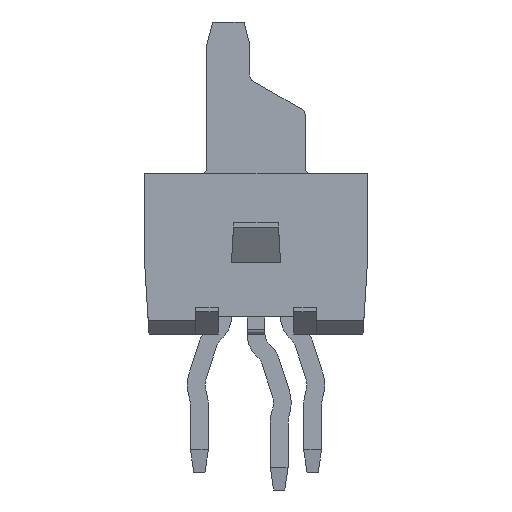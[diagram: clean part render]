
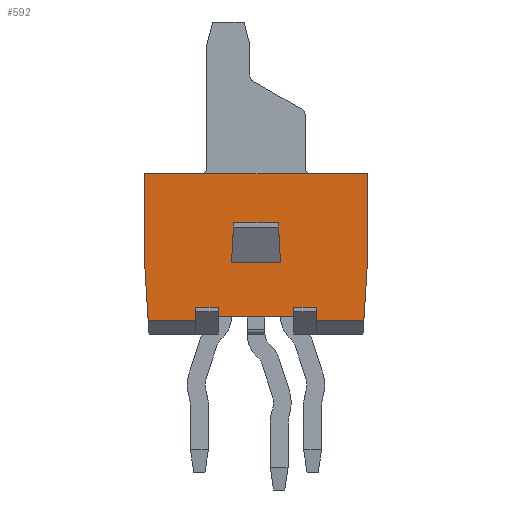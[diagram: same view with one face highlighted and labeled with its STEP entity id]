
A CAD part, left-side view. The second image highlights one B-rep face of the part: STEP entity #592.
In plain terms, the highlighted planar face has unit normal (-1, 0, 0).
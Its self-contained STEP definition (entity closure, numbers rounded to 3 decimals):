
#592 = ADVANCED_FACE( '', ( #1281, #1282 ), #1283, .F. );
#1281 = FACE_BOUND( '', #2093, .T. );
#1282 = FACE_OUTER_BOUND( '', #2094, .T. );
#1283 = PLANE( '', #2095 );
#2093 = EDGE_LOOP( '', ( #3055, #3056, #3057, #3058 ) );
#2094 = EDGE_LOOP( '', ( #3059, #3060, #3061, #3062, #3063, #3064, #3065, #3066, #3067, #3068, #3069, #3070, #3071, #3072 ) );
#2095 = AXIS2_PLACEMENT_3D( '', #3073, #3074, #3075 );
#3055 = ORIENTED_EDGE( '', *, *, #6060, .T. );
#3056 = ORIENTED_EDGE( '', *, *, #6061, .T. );
#3057 = ORIENTED_EDGE( '', *, *, #6062, .F. );
#3058 = ORIENTED_EDGE( '', *, *, #6063, .F. );
#3059 = ORIENTED_EDGE( '', *, *, #6064, .T. );
#3060 = ORIENTED_EDGE( '', *, *, #6065, .T. );
#3061 = ORIENTED_EDGE( '', *, *, #6066, .F. );
#3062 = ORIENTED_EDGE( '', *, *, #6067, .T. );
#3063 = ORIENTED_EDGE( '', *, *, #6068, .F. );
#3064 = ORIENTED_EDGE( '', *, *, #6069, .F. );
#3065 = ORIENTED_EDGE( '', *, *, #6070, .T. );
#3066 = ORIENTED_EDGE( '', *, *, #6071, .T. );
#3067 = ORIENTED_EDGE( '', *, *, #6072, .F. );
#3068 = ORIENTED_EDGE( '', *, *, #6073, .F. );
#3069 = ORIENTED_EDGE( '', *, *, #6054, .F. );
#3070 = ORIENTED_EDGE( '', *, *, #6074, .T. );
#3071 = ORIENTED_EDGE( '', *, *, #6075, .T. );
#3072 = ORIENTED_EDGE( '', *, *, #6076, .T. );
#3073 = CARTESIAN_POINT( '', ( -16.255, 2.5, 3.6 ) );
#3074 = DIRECTION( '', ( 1., 0., 0. ) );
#3075 = DIRECTION( '', ( 0., 0., -1. ) );
#6054 = EDGE_CURVE( '', #7175, #7177, #7178, .T. );
#6060 = EDGE_CURVE( '', #7186, #7187, #7188, .T. );
#6061 = EDGE_CURVE( '', #7187, #7189, #7190, .T. );
#6062 = EDGE_CURVE( '', #7191, #7189, #7192, .T. );
#6063 = EDGE_CURVE( '', #7186, #7191, #7193, .T. );
#6064 = EDGE_CURVE( '', #7194, #7195, #7196, .T. );
#6065 = EDGE_CURVE( '', #7195, #7197, #7198, .T. );
#6066 = EDGE_CURVE( '', #7199, #7197, #7200, .T. );
#6067 = EDGE_CURVE( '', #7199, #7201, #7202, .T. );
#6068 = EDGE_CURVE( '', #7203, #7201, #7204, .T. );
#6069 = EDGE_CURVE( '', #7205, #7203, #7206, .T. );
#6070 = EDGE_CURVE( '', #7205, #7207, #7208, .T. );
#6071 = EDGE_CURVE( '', #7207, #7209, #7210, .T. );
#6072 = EDGE_CURVE( '', #7211, #7209, #7212, .T. );
#6073 = EDGE_CURVE( '', #7177, #7211, #7213, .T. );
#6074 = EDGE_CURVE( '', #7175, #7214, #7215, .T. );
#6075 = EDGE_CURVE( '', #7214, #7216, #7217, .T. );
#6076 = EDGE_CURVE( '', #7216, #7194, #7218, .T. );
#7175 = VERTEX_POINT( '', #8740 );
#7177 = VERTEX_POINT( '', #8743 );
#7178 = LINE( '', #8744, #8745 );
#7186 = VERTEX_POINT( '', #8758 );
#7187 = VERTEX_POINT( '', #8759 );
#7188 = LINE( '', #8760, #8761 );
#7189 = VERTEX_POINT( '', #8762 );
#7190 = LINE( '', #8763, #8764 );
#7191 = VERTEX_POINT( '', #8765 );
#7192 = LINE( '', #8766, #8767 );
#7193 = LINE( '', #8768, #8769 );
#7194 = VERTEX_POINT( '', #8770 );
#7195 = VERTEX_POINT( '', #8771 );
#7196 = LINE( '', #8772, #8773 );
#7197 = VERTEX_POINT( '', #8774 );
#7198 = LINE( '', #8775, #8776 );
#7199 = VERTEX_POINT( '', #8777 );
#7200 = LINE( '', #8778, #8779 );
#7201 = VERTEX_POINT( '', #8780 );
#7202 = LINE( '', #8781, #8782 );
#7203 = VERTEX_POINT( '', #8783 );
#7204 = LINE( '', #8784, #8785 );
#7205 = VERTEX_POINT( '', #8786 );
#7206 = LINE( '', #8787, #8788 );
#7207 = VERTEX_POINT( '', #8789 );
#7208 = LINE( '', #8790, #8791 );
#7209 = VERTEX_POINT( '', #8792 );
#7210 = LINE( '', #8793, #8794 );
#7211 = VERTEX_POINT( '', #8795 );
#7212 = LINE( '', #8796, #8797 );
#7213 = LINE( '', #8798, #8799 );
#7214 = VERTEX_POINT( '', #8800 );
#7215 = LINE( '', #8801, #8802 );
#7216 = VERTEX_POINT( '', #8803 );
#7217 = LINE( '', #8804, #8805 );
#7218 = LINE( '', #8806, #8807 );
#8740 = CARTESIAN_POINT( '', ( -16.255, 2.5, 3.6 ) );
#8743 = CARTESIAN_POINT( '', ( -16.255, -2.5, 3.6 ) );
#8744 = CARTESIAN_POINT( '', ( -16.255, 2.5, 3.6 ) );
#8745 = VECTOR( '', #11088, 1000. );
#8758 = CARTESIAN_POINT( '', ( -16.255, -0.5, 2.5 ) );
#8759 = CARTESIAN_POINT( '', ( -16.255, -0.55, 1.6 ) );
#8760 = CARTESIAN_POINT( '', ( -16.255, -0.5, 2.5 ) );
#8761 = VECTOR( '', #11094, 1000. );
#8762 = CARTESIAN_POINT( '', ( -16.255, 0.55, 1.6 ) );
#8763 = CARTESIAN_POINT( '', ( -16.255, -0.55, 1.6 ) );
#8764 = VECTOR( '', #11095, 1000. );
#8765 = CARTESIAN_POINT( '', ( -16.255, 0.5, 2.5 ) );
#8766 = CARTESIAN_POINT( '', ( -16.255, 0.5, 2.5 ) );
#8767 = VECTOR( '', #11096, 1000. );
#8768 = CARTESIAN_POINT( '', ( -16.255, -0.55, 2.5 ) );
#8769 = VECTOR( '', #11097, 1000. );
#8770 = CARTESIAN_POINT( '', ( -16.255, 1.35, 0.3 ) );
#8771 = CARTESIAN_POINT( '', ( -16.255, 1.35, 0.6 ) );
#8772 = CARTESIAN_POINT( '', ( -16.255, 1.35, 0.3 ) );
#8773 = VECTOR( '', #11098, 1000. );
#8774 = CARTESIAN_POINT( '', ( -16.255, 0.85, 0.6 ) );
#8775 = CARTESIAN_POINT( '', ( -16.255, 1.35, 0.6 ) );
#8776 = VECTOR( '', #11099, 1000. );
#8777 = CARTESIAN_POINT( '', ( -16.255, 0.85, 0.4 ) );
#8778 = CARTESIAN_POINT( '', ( -16.255, 0.85, 0.3 ) );
#8779 = VECTOR( '', #11100, 1000. );
#8780 = CARTESIAN_POINT( '', ( -16.255, -0.85, 0.4 ) );
#8781 = CARTESIAN_POINT( '', ( -16.255, 2.5, 0.4 ) );
#8782 = VECTOR( '', #11101, 1000. );
#8783 = CARTESIAN_POINT( '', ( -16.255, -0.85, 0.6 ) );
#8784 = CARTESIAN_POINT( '', ( -16.255, -0.85, 0.6 ) );
#8785 = VECTOR( '', #11102, 1000. );
#8786 = CARTESIAN_POINT( '', ( -16.255, -1.35, 0.6 ) );
#8787 = CARTESIAN_POINT( '', ( -16.255, -1.35, 0.6 ) );
#8788 = VECTOR( '', #11103, 1000. );
#8789 = CARTESIAN_POINT( '', ( -16.255, -1.35, 0.3 ) );
#8790 = CARTESIAN_POINT( '', ( -16.255, -1.35, 0.6 ) );
#8791 = VECTOR( '', #11104, 1000. );
#8792 = CARTESIAN_POINT( '', ( -16.255, -2.419, 0.3 ) );
#8793 = CARTESIAN_POINT( '', ( -16.255, 2.5, 0.3 ) );
#8794 = VECTOR( '', #11105, 1000. );
#8795 = CARTESIAN_POINT( '', ( -16.255, -2.5, 1.6 ) );
#8796 = CARTESIAN_POINT( '', ( -16.255, -2.605, 3.281 ) );
#8797 = VECTOR( '', #11106, 1000. );
#8798 = CARTESIAN_POINT( '', ( -16.255, -2.5, 3.6 ) );
#8799 = VECTOR( '', #11107, 1000. );
#8800 = CARTESIAN_POINT( '', ( -16.255, 2.5, 1.6 ) );
#8801 = CARTESIAN_POINT( '', ( -16.255, 2.5, 3.6 ) );
#8802 = VECTOR( '', #11108, 1000. );
#8803 = CARTESIAN_POINT( '', ( -16.255, 2.419, 0.3 ) );
#8804 = CARTESIAN_POINT( '', ( -16.255, 2.625, 3.592 ) );
#8805 = VECTOR( '', #11109, 1000. );
#8806 = CARTESIAN_POINT( '', ( -16.255, 2.5, 0.3 ) );
#8807 = VECTOR( '', #11110, 1000. );
#11088 = DIRECTION( '', ( 0., -1., 0. ) );
#11094 = DIRECTION( '', ( 0., -0.055, -0.998 ) );
#11095 = DIRECTION( '', ( 0., 1., 0. ) );
#11096 = DIRECTION( '', ( 0., 0.055, -0.998 ) );
#11097 = DIRECTION( '', ( 0., 1., 0. ) );
#11098 = DIRECTION( '', ( 0., 0., 1. ) );
#11099 = DIRECTION( '', ( 0., -1., 0. ) );
#11100 = DIRECTION( '', ( 0., 0., 1. ) );
#11101 = DIRECTION( '', ( 0., -1., 0. ) );
#11102 = DIRECTION( '', ( 0., 0., -1. ) );
#11103 = DIRECTION( '', ( 0., 1., 0. ) );
#11104 = DIRECTION( '', ( 0., 0., -1. ) );
#11105 = DIRECTION( '', ( 0., -1., 0. ) );
#11106 = DIRECTION( '', ( 0., 0.062, -0.998 ) );
#11107 = DIRECTION( '', ( 0., 0., -1. ) );
#11108 = DIRECTION( '', ( 0., 0., -1. ) );
#11109 = DIRECTION( '', ( 0., -0.062, -0.998 ) );
#11110 = DIRECTION( '', ( 0., -1., 0. ) );
